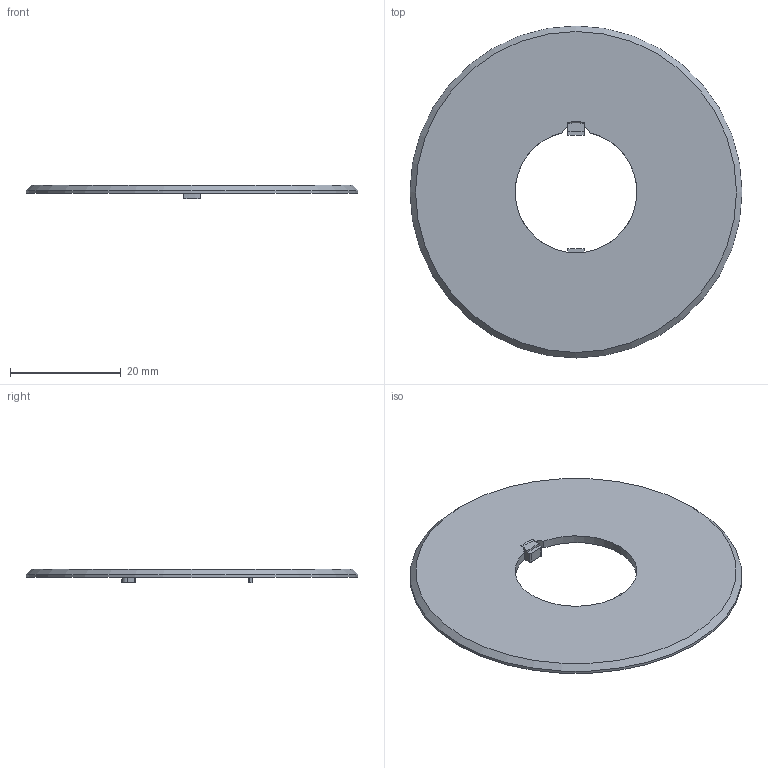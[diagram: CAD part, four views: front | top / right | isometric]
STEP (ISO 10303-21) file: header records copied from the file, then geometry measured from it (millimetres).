
FILE_DESCRIPTION (( 'STEP AP203' ), '1' );
FILE_NAME ('HWAV-$(-Y)(-W)_rev1.0.STEP', '2022-03-24T07:56:14', ( '' ), ( '' ), 'SwSTEP 2.0', 'SolidWorks 2019', '' );
FILE_SCHEMA (( 'CONFIG_CONTROL_DESIGN' ));
Length unit declared in the file: millimetre
Products named in the file (1): HWAV-$(-Y)(-W)_rev1.0
Bounding box: 60 x 60 x 2.5 mm (x, y, z)
Volume: 3596 mm3; surface area: 5214.1 mm2
Topology: 1 solids, 1 shells, 36 faces, 94 edges, 61 vertices
Faces by surface type: plane 19, cylinder 15, cone 2
Full cylindrical faces by diameter (mm): 27 x1, 60 x1
Entity records: 1185 total; most frequent: CARTESIAN_POINT 201, DIRECTION 198, ORIENTED_EDGE 182, EDGE_CURVE 91, AXIS2_PLACEMENT_3D 74, VERTEX_POINT 61, LINE 50, VECTOR 50
